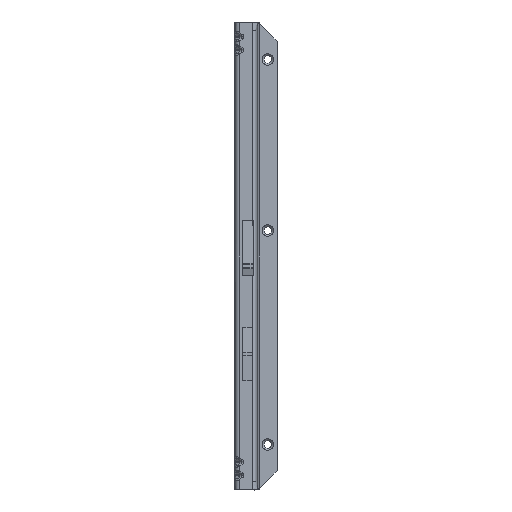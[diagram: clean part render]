
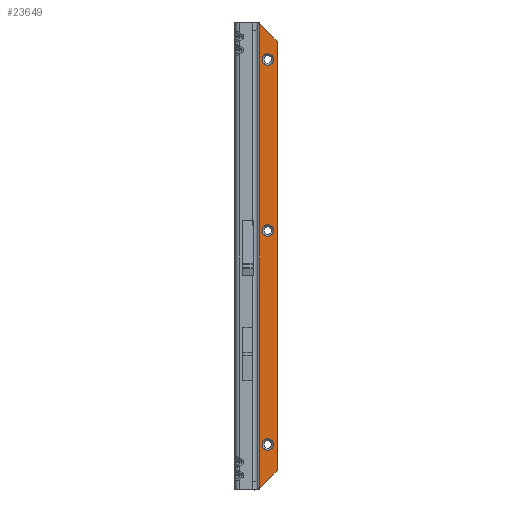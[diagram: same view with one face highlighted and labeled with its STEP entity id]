
A CAD part, front view. The second image highlights one B-rep face of the part: STEP entity #23649.
In plain terms, the highlighted planar face has unit normal (0, -1, 0).
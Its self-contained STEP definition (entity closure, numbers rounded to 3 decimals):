
#842 = DIRECTION ( 'NONE',  ( 0., 1., 0. ) ) ;
#1737 = DIRECTION ( 'NONE',  ( 0., 0., 1. ) ) ;
#1984 = LINE ( 'NONE', #52748, #54206 ) ;
#2437 = DIRECTION ( 'NONE',  ( 0.707, 0., 0.707 ) ) ;
#2897 = VERTEX_POINT ( 'NONE', #37086 ) ;
#3149 = CARTESIAN_POINT ( 'NONE',  ( 0.5, -1.5, -1.258 ) ) ;
#4733 = CARTESIAN_POINT ( 'NONE',  ( 6.5, -1.5, -156. ) ) ;
#5353 = EDGE_CURVE ( 'NONE', #23309, #39247, #53381, .T. ) ;
#7220 = VERTEX_POINT ( 'NONE', #22462 ) ;
#7462 = DIRECTION ( 'NONE',  ( -1., 0., 0. ) ) ;
#7508 = VERTEX_POINT ( 'NONE', #54914 ) ;
#7833 = AXIS2_PLACEMENT_3D ( 'NONE', #8990, #12927, #9288 ) ;
#8406 = AXIS2_PLACEMENT_3D ( 'NONE', #4733, #50724, #38227 ) ;
#8990 = CARTESIAN_POINT ( 'NONE',  ( 6.5, -1.5, -316. ) ) ;
#9288 = DIRECTION ( 'NONE',  ( -1., 0., 0. ) ) ;
#9885 = ORIENTED_EDGE ( 'NONE', *, *, #37288, .T. ) ;
#9978 = ORIENTED_EDGE ( 'NONE', *, *, #38669, .T. ) ;
#11411 = EDGE_CURVE ( 'NONE', #37823, #23416, #39807, .T. ) ;
#11774 = CARTESIAN_POINT ( 'NONE',  ( 6.5, -1.5, -160.25 ) ) ;
#12927 = DIRECTION ( 'NONE',  ( 0., 1., 0. ) ) ;
#13343 = AXIS2_PLACEMENT_3D ( 'NONE', #25708, #842, #13430 ) ;
#13430 = DIRECTION ( 'NONE',  ( -1., 0., 0. ) ) ;
#14544 = FACE_BOUND ( 'NONE', #41277, .T. ) ;
#14857 = EDGE_CURVE ( 'NONE', #18201, #46828, #22503, .T. ) ;
#16044 = CARTESIAN_POINT ( 'NONE',  ( 6.5, -1.5, -151.75 ) ) ;
#16437 = ORIENTED_EDGE ( 'NONE', *, *, #39169, .T. ) ;
#18044 = DIRECTION ( 'NONE',  ( 0., 0., 1. ) ) ;
#18201 = VERTEX_POINT ( 'NONE', #43870 ) ;
#18729 = FACE_BOUND ( 'NONE', #46065, .T. ) ;
#19165 = DIRECTION ( 'NONE',  ( 0., 1., 0. ) ) ;
#19917 = CARTESIAN_POINT ( 'NONE',  ( 6.5, -1.5, -28. ) ) ;
#20421 = ORIENTED_EDGE ( 'NONE', *, *, #43540, .T. ) ;
#20623 = EDGE_LOOP ( 'NONE', ( #16437, #34632, #25416, #20421 ) ) ;
#20723 = AXIS2_PLACEMENT_3D ( 'NONE', #24171, #19165, #7462 ) ;
#22462 = CARTESIAN_POINT ( 'NONE',  ( 6.5, -1.5, -311.75 ) ) ;
#22485 = CARTESIAN_POINT ( 'NONE',  ( 0.5, -1.5, -350. ) ) ;
#22503 = CIRCLE ( 'NONE', #20723, 4.25 ) ;
#22649 = CIRCLE ( 'NONE', #8406, 4.25 ) ;
#22706 = CARTESIAN_POINT ( 'NONE',  ( 13.5, -1.5, 0. ) ) ;
#22955 = DIRECTION ( 'NONE',  ( 0., 1., 0. ) ) ;
#23309 = VERTEX_POINT ( 'NONE', #16044 ) ;
#23400 = CARTESIAN_POINT ( 'NONE',  ( 0.121, -1.5, -349.121 ) ) ;
#23416 = VERTEX_POINT ( 'NONE', #3149 ) ;
#23649 = ADVANCED_FACE ( 'NONE', ( #39948, #18729, #14544, #53001 ), #31601, .F. ) ;
#24171 = CARTESIAN_POINT ( 'NONE',  ( 6.5, -1.5, -28. ) ) ;
#25416 = ORIENTED_EDGE ( 'NONE', *, *, #29540, .T. ) ;
#25708 = CARTESIAN_POINT ( 'NONE',  ( 6.5, -1.5, -156. ) ) ;
#27167 = DIRECTION ( 'NONE',  ( -1., 0., 0. ) ) ;
#27943 = DIRECTION ( 'NONE',  ( -1., 0., 0. ) ) ;
#28419 = LINE ( 'NONE', #23400, #54469 ) ;
#28535 = CARTESIAN_POINT ( 'NONE',  ( 13.5, -1.5, -14.258 ) ) ;
#28950 = ORIENTED_EDGE ( 'NONE', *, *, #47910, .T. ) ;
#29137 = DIRECTION ( 'NONE',  ( 0., 1., 0. ) ) ;
#29540 = EDGE_CURVE ( 'NONE', #37823, #7508, #28419, .T. ) ;
#30564 = VERTEX_POINT ( 'NONE', #28535 ) ;
#31601 = PLANE ( 'NONE',  #37347 ) ;
#32163 = CARTESIAN_POINT ( 'NONE',  ( 6.5, -1.5, -316. ) ) ;
#32553 = CARTESIAN_POINT ( 'NONE',  ( 0.5, -1.5, -348.742 ) ) ;
#32964 = EDGE_CURVE ( 'NONE', #39247, #23309, #22649, .T. ) ;
#33081 = AXIS2_PLACEMENT_3D ( 'NONE', #32163, #22955, #27167 ) ;
#34570 = CIRCLE ( 'NONE', #7833, 4.25 ) ;
#34632 = ORIENTED_EDGE ( 'NONE', *, *, #11411, .F. ) ;
#34639 = AXIS2_PLACEMENT_3D ( 'NONE', #19917, #29137, #45834 ) ;
#35180 = ORIENTED_EDGE ( 'NONE', *, *, #5353, .T. ) ;
#35786 = DIRECTION ( 'NONE',  ( -0.707, 0., 0.707 ) ) ;
#36313 = CARTESIAN_POINT ( 'NONE',  ( 0., -1.5, -350. ) ) ;
#37086 = CARTESIAN_POINT ( 'NONE',  ( 6.5, -1.5, -320.25 ) ) ;
#37281 = CIRCLE ( 'NONE', #34639, 4.25 ) ;
#37288 = EDGE_CURVE ( 'NONE', #2897, #7220, #34570, .T. ) ;
#37347 = AXIS2_PLACEMENT_3D ( 'NONE', #36313, #40504, #27943 ) ;
#37823 = VERTEX_POINT ( 'NONE', #32553 ) ;
#38178 = ORIENTED_EDGE ( 'NONE', *, *, #14857, .T. ) ;
#38227 = DIRECTION ( 'NONE',  ( -1., 0., 0. ) ) ;
#38669 = EDGE_CURVE ( 'NONE', #46828, #18201, #37281, .T. ) ;
#39169 = EDGE_CURVE ( 'NONE', #30564, #23416, #1984, .T. ) ;
#39247 = VERTEX_POINT ( 'NONE', #11774 ) ;
#39807 = LINE ( 'NONE', #22485, #54260 ) ;
#39948 = FACE_BOUND ( 'NONE', #42993, .T. ) ;
#40504 = DIRECTION ( 'NONE',  ( 0., 1., 0. ) ) ;
#41277 = EDGE_LOOP ( 'NONE', ( #9978, #38178 ) ) ;
#41964 = CIRCLE ( 'NONE', #33081, 4.25 ) ;
#42937 = VECTOR ( 'NONE', #1737, 1000. ) ;
#42993 = EDGE_LOOP ( 'NONE', ( #28950, #9885 ) ) ;
#43540 = EDGE_CURVE ( 'NONE', #7508, #30564, #52221, .T. ) ;
#43870 = CARTESIAN_POINT ( 'NONE',  ( 6.5, -1.5, -32.25 ) ) ;
#45313 = CARTESIAN_POINT ( 'NONE',  ( 6.5, -1.5, -23.75 ) ) ;
#45834 = DIRECTION ( 'NONE',  ( -1., 0., 0. ) ) ;
#46065 = EDGE_LOOP ( 'NONE', ( #35180, #53179 ) ) ;
#46828 = VERTEX_POINT ( 'NONE', #45313 ) ;
#47910 = EDGE_CURVE ( 'NONE', #7220, #2897, #41964, .T. ) ;
#50724 = DIRECTION ( 'NONE',  ( 0., 1., 0. ) ) ;
#52221 = LINE ( 'NONE', #22706, #42937 ) ;
#52748 = CARTESIAN_POINT ( 'NONE',  ( 0.121, -1.5, -0.879 ) ) ;
#53001 = FACE_OUTER_BOUND ( 'NONE', #20623, .T. ) ;
#53179 = ORIENTED_EDGE ( 'NONE', *, *, #32964, .T. ) ;
#53381 = CIRCLE ( 'NONE', #13343, 4.25 ) ;
#54206 = VECTOR ( 'NONE', #35786, 1000. ) ;
#54260 = VECTOR ( 'NONE', #18044, 1000. ) ;
#54469 = VECTOR ( 'NONE', #2437, 1000. ) ;
#54914 = CARTESIAN_POINT ( 'NONE',  ( 13.5, -1.5, -335.742 ) ) ;
